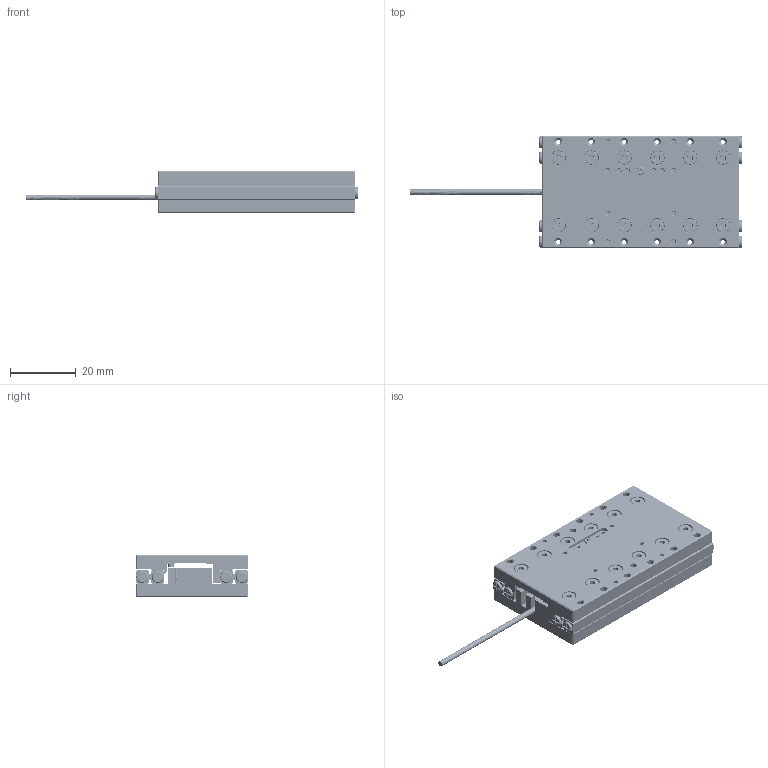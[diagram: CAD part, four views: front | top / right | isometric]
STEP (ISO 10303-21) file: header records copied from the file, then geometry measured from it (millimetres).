
FILE_DESCRIPTION(/* description */ (''),/* implementation_level */ '2;1');
FILE_NAME(/* name */ 'assy_1101_060_000_J6.stp',/* time_stamp */ '2024-03-18T17:06:06+01:00',/* author */ (''),/* organization */ (''),/* preprocessor_version */ 'ST-DEVELOPER v16',/* originating_system */ 'SIEMENS PLM Software NX 10.0',/* authorisation */ '');
FILE_SCHEMA (('AUTOMOTIVE_DESIGN { 1 0 10303 214 3 1 1 1 }'));
Length unit declared in the file: millimetre
Products named in the file (11): SV1060__16Z_Body; SV1060__16Z_Roller; Bout_M2_L6; cable; PACK-SMIB1.6-3_stp; plaatje_trekontlasting_A; ceramic_ruler_W3_T2_L60; top_plate_1101_060_002_H4; bottom_plate_1101_060_001_J4; SV1060_16Z; assy_1101_060_000_J6
Assembly tree (23 placements, depth 3):
  assy_1101_060_000_J6
    bottom_plate_1101_060_001_J4
    top_plate_1101_060_002_H4
    SV1060_16Z  x2
      SV1060__16Z_Roller
      SV1060__16Z_Body
    ceramic_ruler_W3_T2_L60
    plaatje_trekontlasting_A
    PACK-SMIB1.6-3_stp
    cable
    Bout_M2_L6  x12
Bounding box: 100.8 x 34 x 13 mm (x, y, z)
Volume: 22507.6 mm3; surface area: 20204.9 mm2
Topology: 24 solids, 24 shells, 1296 faces, 3422 edges, 2173 vertices
Faces by surface type: plane 704, cylinder 282, cone 257, bspline 38, torus 15
Full cylindrical faces by diameter (mm): 1.25 x25, 1.567 x24, 1.6 x11, 1.675 x8, 1.7 x2, 2 x4, 2.05 x13, 2.4 x13, 3 x24, 3.4 x8, 3.6 x8, 4 x12, 4.4 x12
Entity records: 26547 total; most frequent: CARTESIAN_POINT 8452, DIRECTION 3560, ORIENTED_EDGE 3378, EDGE_CURVE 1689, AXIS2_PLACEMENT_3D 1278, VERTEX_POINT 1221, EDGE_LOOP 1132, LINE 1004
